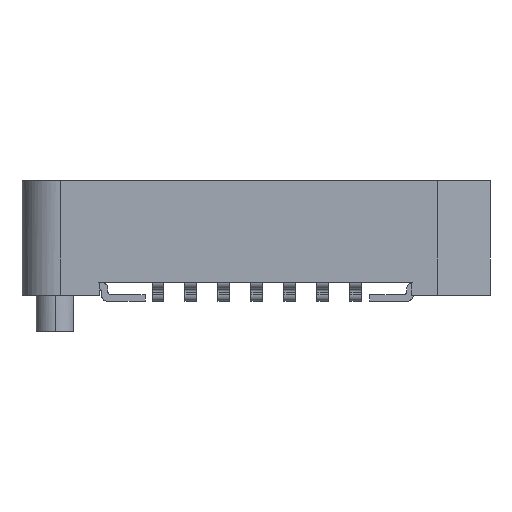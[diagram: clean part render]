
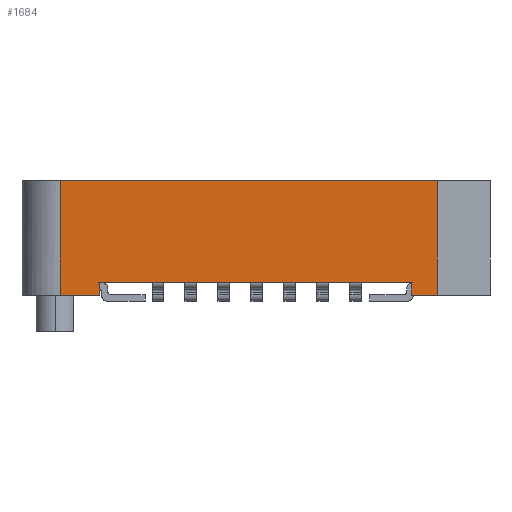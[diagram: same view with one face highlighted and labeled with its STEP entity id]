
A CAD part, front view. The second image highlights one B-rep face of the part: STEP entity #1684.
In plain terms, the highlighted planar face has unit normal (0, -1, 0).
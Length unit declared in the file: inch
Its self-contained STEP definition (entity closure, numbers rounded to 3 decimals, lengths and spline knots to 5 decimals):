
#772=PLANE('',#17975);
#1684=ADVANCED_FACE('',(#2867),#772,.T.);
#2867=FACE_OUTER_BOUND('',#3814,.T.);
#3814=EDGE_LOOP('',(#9485,#9486,#9487,#9488,#9489,#9490,#9491,#9492));
#9485=ORIENTED_EDGE('',*,*,#14222,.T.);
#9486=ORIENTED_EDGE('',*,*,#14223,.T.);
#9487=ORIENTED_EDGE('',*,*,#14206,.T.);
#9488=ORIENTED_EDGE('',*,*,#14210,.T.);
#9489=ORIENTED_EDGE('',*,*,#14212,.T.);
#9490=ORIENTED_EDGE('',*,*,#14214,.T.);
#9491=ORIENTED_EDGE('',*,*,#14216,.T.);
#9492=ORIENTED_EDGE('',*,*,#14218,.T.);
#11377=VERTEX_POINT('',#33882);
#11378=VERTEX_POINT('',#33887);
#11379=VERTEX_POINT('',#33901);
#11380=VERTEX_POINT('',#33911);
#11381=VERTEX_POINT('',#33921);
#11382=VERTEX_POINT('',#33931);
#11383=VERTEX_POINT('',#33945);
#11384=VERTEX_POINT('',#33959);
#14206=EDGE_CURVE('',#11378,#11377,#17045,.T.);
#14210=EDGE_CURVE('',#11377,#11379,#17049,.T.);
#14212=EDGE_CURVE('',#11379,#11380,#17051,.T.);
#14214=EDGE_CURVE('',#11380,#11381,#17053,.T.);
#14216=EDGE_CURVE('',#11381,#11382,#17055,.T.);
#14218=EDGE_CURVE('',#11382,#11383,#17057,.T.);
#14222=EDGE_CURVE('',#11383,#11384,#17061,.T.);
#14223=EDGE_CURVE('',#11384,#11378,#17062,.T.);
#17045=B_SPLINE_CURVE_WITH_KNOTS('',3,(#33883,#33884,#33885,#33886),.UNSPECIFIED.,
.F.,.F.,(4,4),(0.,1.),.UNSPECIFIED.);
#17049=B_SPLINE_CURVE_WITH_KNOTS('',3,(#33902,#33903,#33904,#33905),.UNSPECIFIED.,
.F.,.F.,(4,4),(0.,1.),.UNSPECIFIED.);
#17051=B_SPLINE_CURVE_WITH_KNOTS('',3,(#33912,#33913,#33914,#33915),.UNSPECIFIED.,
.F.,.F.,(4,4),(0.,1.),.UNSPECIFIED.);
#17053=B_SPLINE_CURVE_WITH_KNOTS('',3,(#33922,#33923,#33924,#33925),.UNSPECIFIED.,
.F.,.F.,(4,4),(0.,1.),.UNSPECIFIED.);
#17055=B_SPLINE_CURVE_WITH_KNOTS('',3,(#33932,#33933,#33934,#33935),.UNSPECIFIED.,
.F.,.F.,(4,4),(0.,1.),.UNSPECIFIED.);
#17057=B_SPLINE_CURVE_WITH_KNOTS('',3,(#33941,#33942,#33943,#33944),.UNSPECIFIED.,
.F.,.F.,(4,4),(0.,1.),.UNSPECIFIED.);
#17061=B_SPLINE_CURVE_WITH_KNOTS('',3,(#33960,#33961,#33962,#33963),.UNSPECIFIED.,
.F.,.F.,(4,4),(0.,1.),.UNSPECIFIED.);
#17062=B_SPLINE_CURVE_WITH_KNOTS('',3,(#33965,#33966,#33967,#33968),.UNSPECIFIED.,
.F.,.F.,(4,4),(0.,1.),.UNSPECIFIED.);
#17975=AXIS2_PLACEMENT_3D('',#33970,#19800,#19801);
#19800=DIRECTION('',(0.,-1.,0.));
#19801=DIRECTION('',(0.,0.,-1.));
#33882=CARTESIAN_POINT('',(0.59662,0.14,0.119));
#33883=CARTESIAN_POINT('',(0.12288,0.14,0.119));
#33884=CARTESIAN_POINT('',(0.28079,0.14,0.119));
#33885=CARTESIAN_POINT('',(0.43871,0.14,0.119));
#33886=CARTESIAN_POINT('',(0.59662,0.14,0.119));
#33887=CARTESIAN_POINT('',(0.12288,0.14,0.119));
#33901=CARTESIAN_POINT('',(0.59662,0.14,0.1));
#33902=CARTESIAN_POINT('',(0.59662,0.14,0.119));
#33903=CARTESIAN_POINT('',(0.59662,0.14,0.11267));
#33904=CARTESIAN_POINT('',(0.59662,0.14,0.10633));
#33905=CARTESIAN_POINT('',(0.59662,0.14,0.1));
#33911=CARTESIAN_POINT('',(0.635,0.14,0.1));
#33912=CARTESIAN_POINT('',(0.59662,0.14,0.1));
#33913=CARTESIAN_POINT('',(0.60942,0.14,0.1));
#33914=CARTESIAN_POINT('',(0.62221,0.14,0.1));
#33915=CARTESIAN_POINT('',(0.635,0.14,0.1));
#33921=CARTESIAN_POINT('',(0.635,0.14,0.274));
#33922=CARTESIAN_POINT('',(0.635,0.14,0.1));
#33923=CARTESIAN_POINT('',(0.635,0.14,0.158));
#33924=CARTESIAN_POINT('',(0.635,0.14,0.216));
#33925=CARTESIAN_POINT('',(0.635,0.14,0.274));
#33931=CARTESIAN_POINT('',(0.06322,0.14,0.274));
#33932=CARTESIAN_POINT('',(0.635,0.14,0.274));
#33933=CARTESIAN_POINT('',(0.44441,0.14,0.274));
#33934=CARTESIAN_POINT('',(0.25382,0.14,0.274));
#33935=CARTESIAN_POINT('',(0.06322,0.14,0.274));
#33941=CARTESIAN_POINT('',(0.06322,0.14,0.274));
#33942=CARTESIAN_POINT('',(0.06322,0.14,0.216));
#33943=CARTESIAN_POINT('',(0.06322,0.14,0.158));
#33944=CARTESIAN_POINT('',(0.06322,0.14,0.1));
#33945=CARTESIAN_POINT('',(0.06322,0.14,0.1));
#33959=CARTESIAN_POINT('',(0.12288,0.14,0.1));
#33960=CARTESIAN_POINT('',(0.06322,0.14,0.1));
#33961=CARTESIAN_POINT('',(0.08311,0.14,0.1));
#33962=CARTESIAN_POINT('',(0.10299,0.14,0.1));
#33963=CARTESIAN_POINT('',(0.12288,0.14,0.1));
#33965=CARTESIAN_POINT('',(0.12288,0.14,0.1));
#33966=CARTESIAN_POINT('',(0.12288,0.14,0.10633));
#33967=CARTESIAN_POINT('',(0.12288,0.14,0.11267));
#33968=CARTESIAN_POINT('',(0.12288,0.14,0.119));
#33970=CARTESIAN_POINT('',(-0.22267,0.14,0.361));
